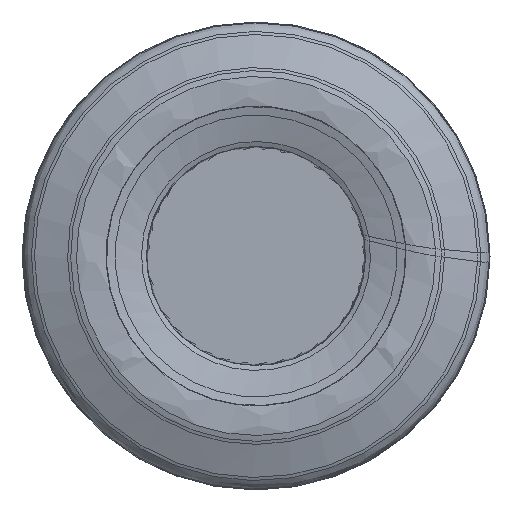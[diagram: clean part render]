
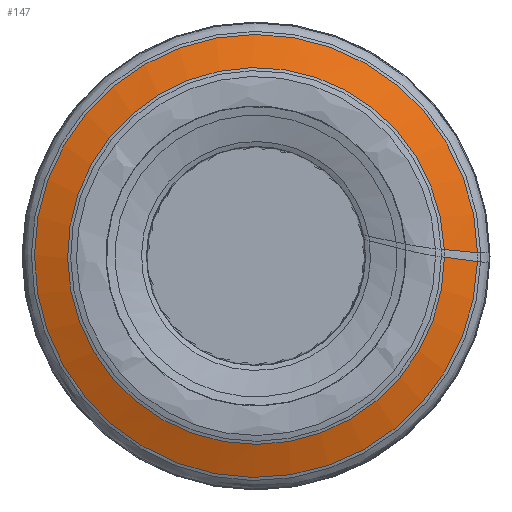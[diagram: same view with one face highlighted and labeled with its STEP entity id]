
A CAD part, left-side view. The second image highlights one B-rep face of the part: STEP entity #147.
In plain terms, the highlighted free-form (B-spline) face has degree [1, 3] with [2, 7] control points.
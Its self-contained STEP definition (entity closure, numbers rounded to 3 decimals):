
#147=ADVANCED_FACE('',(#287),#227,.F.);
#227=(
BOUNDED_SURFACE()
B_SPLINE_SURFACE(1,3,((#2187,#2188,#2189,#2190,#2191,#2192,#2193),(#2194,
#2195,#2196,#2197,#2198,#2199,#2200)),.UNSPECIFIED.,.F.,.F.,.F.)
B_SPLINE_SURFACE_WITH_KNOTS((2,2),(4,3,4),(0.,1.),(0.,0.5,1.),
 .UNSPECIFIED.)
GEOMETRIC_REPRESENTATION_ITEM()
RATIONAL_B_SPLINE_SURFACE(((1.,0.34,0.34,1.,0.34,
0.34,1.),(1.,0.34,0.34,1.,0.34,
0.34,1.)))
REPRESENTATION_ITEM('')
SURFACE()
);
#287=FACE_OUTER_BOUND('',#349,.T.);
#349=EDGE_LOOP('',(#671,#672,#673,#674));
#475=CIRCLE('',#1143,8.051);
#476=CIRCLE('',#1144,9.467);
#671=ORIENTED_EDGE('',*,*,#903,.T.);
#672=ORIENTED_EDGE('',*,*,#972,.F.);
#673=ORIENTED_EDGE('',*,*,#904,.T.);
#674=ORIENTED_EDGE('',*,*,#971,.T.);
#811=VERTEX_POINT('',#1648);
#812=VERTEX_POINT('',#1649);
#813=VERTEX_POINT('',#1661);
#814=VERTEX_POINT('',#1662);
#903=EDGE_CURVE('',#811,#813,#1021,.T.);
#904=EDGE_CURVE('',#814,#812,#1022,.T.);
#971=EDGE_CURVE('',#812,#811,#475,.T.);
#972=EDGE_CURVE('',#814,#813,#476,.T.);
#1021=LINE('',#1663,#1053);
#1022=LINE('',#1664,#1054);
#1053=VECTOR('',#1257,1.);
#1054=VECTOR('',#1258,1.);
#1143=AXIS2_PLACEMENT_3D('',#2171,#1371,#1372);
#1144=AXIS2_PLACEMENT_3D('',#2186,#1373,#1374);
#1257=DIRECTION('',(0.348,-0.934,-0.086));
#1258=DIRECTION('',(-0.348,0.929,0.123));
#1371=DIRECTION('',(1.,0.,0.));
#1372=DIRECTION('',(0.,-1.,-0.006));
#1373=DIRECTION('',(1.,0.,0.));
#1374=DIRECTION('',(0.,-1.,-0.025));
#1648=CARTESIAN_POINT('',(0.217,-8.047,0.273));
#1649=CARTESIAN_POINT('',(0.217,-8.051,-0.05));
#1661=CARTESIAN_POINT('',(0.746,-9.466,0.143));
#1662=CARTESIAN_POINT('',(0.746,-9.464,-0.237));
#1663=CARTESIAN_POINT('',(0.217,-8.047,0.273));
#1664=CARTESIAN_POINT('',(0.217,-8.051,-0.05));
#2171=CARTESIAN_POINT('',(0.217,0.,0.));
#2186=CARTESIAN_POINT('',(0.746,0.,0.));
#2187=CARTESIAN_POINT('',(0.217,-8.051,-0.05));
#2188=CARTESIAN_POINT('',(0.217,-7.953,-15.835));
#2189=CARTESIAN_POINT('',(0.217,7.832,-15.895));
#2190=CARTESIAN_POINT('',(0.217,8.051,-0.111));
#2191=CARTESIAN_POINT('',(0.217,8.269,15.672));
#2192=CARTESIAN_POINT('',(0.217,-7.512,16.049));
#2193=CARTESIAN_POINT('',(0.217,-8.047,0.273));
#2194=CARTESIAN_POINT('',(0.746,-9.464,-0.237));
#2195=CARTESIAN_POINT('',(0.746,-8.999,-18.792));
#2196=CARTESIAN_POINT('',(0.746,9.56,-18.513));
#2197=CARTESIAN_POINT('',(0.746,9.467,0.047));
#2198=CARTESIAN_POINT('',(0.746,9.374,18.608));
#2199=CARTESIAN_POINT('',(0.746,-9.186,18.701));
#2200=CARTESIAN_POINT('',(0.746,-9.466,0.143));
